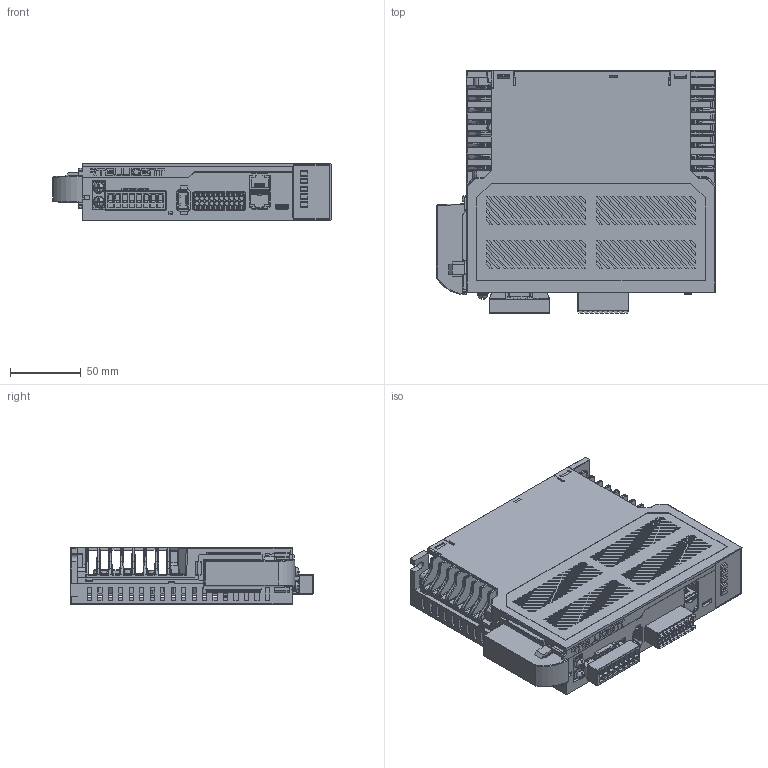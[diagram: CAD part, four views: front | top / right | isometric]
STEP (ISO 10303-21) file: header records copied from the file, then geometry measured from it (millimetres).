
FILE_DESCRIPTION((''),'2;1');
FILE_NAME('RT-R5L028','2025-03-26T17:04:14',('ruiwe'),(''),'CREO PARAMETRIC BY PTC INC, 2021063','CREO PARAMETRIC BY PTC INC, 2021063','');
FILE_SCHEMA(('CONFIG_CONTROL_DESIGN','SHAPE_APPEARANCE_LAYERS_GROUPS'));
Products named in the file (1): RT-R5L028
Bounding box: 196 x 170.9 x 40 mm (x, y, z)
Volume: 286777.4 mm3; surface area: 326863.6 mm2
Topology: 3 solids, 38 shells, 7194 faces, 19645 edges, 12561 vertices
Faces by surface type: plane 4944, cylinder 1445, cone 231, bspline 223, torus 212, sphere 120, extrusion 18, revolution 1
Entity records: 293670 total; most frequent: CARTESIAN_POINT 55947, ORIENTED_EDGE 38367, DIRECTION 35143, EDGE_CURVE 19550, VECTOR 14946, LINE 14928, PRESENTATION_STYLE_ASSIGNMENT 13310, STYLED_ITEM 13034
